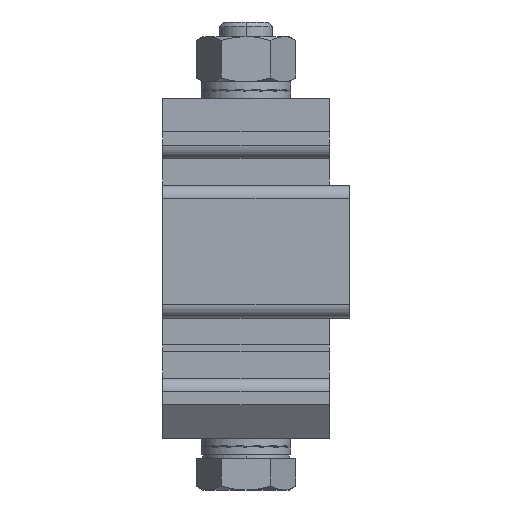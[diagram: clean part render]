
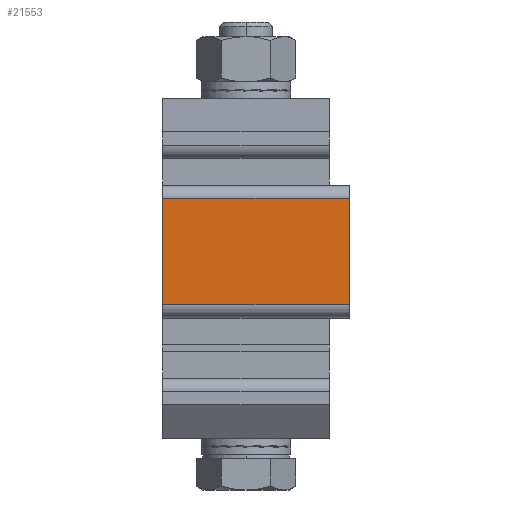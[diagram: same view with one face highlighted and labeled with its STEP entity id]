
A CAD part, left-side view. The second image highlights one B-rep face of the part: STEP entity #21553.
In plain terms, the highlighted planar face has unit normal (-1, 0, 0).
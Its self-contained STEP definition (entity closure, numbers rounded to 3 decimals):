
#667 = DIRECTION ( 'NONE',  ( 0., -1., 0. ) ) ;
#829 = LINE ( 'NONE', #2450, #21322 ) ;
#2008 = AXIS2_PLACEMENT_3D ( 'NONE', #14665, #16381, #4810 ) ;
#2015 = VECTOR ( 'NONE', #9185, 1000. ) ;
#2209 = EDGE_LOOP ( 'NONE', ( #12069, #14946, #11520, #5864 ) ) ;
#2450 = CARTESIAN_POINT ( 'NONE',  ( -110., -15.5, 4. ) ) ;
#2660 = DIRECTION ( 'NONE',  ( 0., 1., 0. ) ) ;
#3148 = CARTESIAN_POINT ( 'NONE',  ( -110., -15.5, 6. ) ) ;
#4062 = CARTESIAN_POINT ( 'NONE',  ( -110., 12.5, 4. ) ) ;
#4599 = VERTEX_POINT ( 'NONE', #16970 ) ;
#4810 = DIRECTION ( 'NONE',  ( 0., 0., -1. ) ) ;
#5357 = VECTOR ( 'NONE', #667, 1000. ) ;
#5864 = ORIENTED_EDGE ( 'NONE', *, *, #13356, .T. ) ;
#5870 = DIRECTION ( 'NONE',  ( 0., 0., 1. ) ) ;
#7098 = VERTEX_POINT ( 'NONE', #21563 ) ;
#8413 = EDGE_CURVE ( 'NONE', #4599, #12984, #11089, .T. ) ;
#9185 = DIRECTION ( 'NONE',  ( 0., 0., 1. ) ) ;
#10147 = EDGE_CURVE ( 'NONE', #14459, #7098, #829, .T. ) ;
#10819 = CARTESIAN_POINT ( 'NONE',  ( -110., -15.5, 6. ) ) ;
#11089 = LINE ( 'NONE', #4062, #2015 ) ;
#11206 = CARTESIAN_POINT ( 'NONE',  ( -110., 12.5, 22. ) ) ;
#11520 = ORIENTED_EDGE ( 'NONE', *, *, #8413, .F. ) ;
#11674 = EDGE_CURVE ( 'NONE', #7098, #12984, #14673, .T. ) ;
#12069 = ORIENTED_EDGE ( 'NONE', *, *, #10147, .T. ) ;
#12520 = LINE ( 'NONE', #10819, #5357 ) ;
#12766 = CARTESIAN_POINT ( 'NONE',  ( -110., 12.5, 22. ) ) ;
#12984 = VERTEX_POINT ( 'NONE', #11206 ) ;
#13119 = PLANE ( 'NONE',  #2008 ) ;
#13356 = EDGE_CURVE ( 'NONE', #4599, #14459, #12520, .T. ) ;
#14459 = VERTEX_POINT ( 'NONE', #3148 ) ;
#14665 = CARTESIAN_POINT ( 'NONE',  ( -110., 12.5, 4. ) ) ;
#14673 = LINE ( 'NONE', #12766, #14924 ) ;
#14924 = VECTOR ( 'NONE', #2660, 1000. ) ;
#14946 = ORIENTED_EDGE ( 'NONE', *, *, #11674, .T. ) ;
#16381 = DIRECTION ( 'NONE',  ( 1., 0., 0. ) ) ;
#16970 = CARTESIAN_POINT ( 'NONE',  ( -110., 12.5, 6. ) ) ;
#20325 = FACE_OUTER_BOUND ( 'NONE', #2209, .T. ) ;
#21322 = VECTOR ( 'NONE', #5870, 1000. ) ;
#21553 = ADVANCED_FACE ( 'NONE', ( #20325 ), #13119, .F. ) ;
#21563 = CARTESIAN_POINT ( 'NONE',  ( -110., -15.5, 22. ) ) ;
